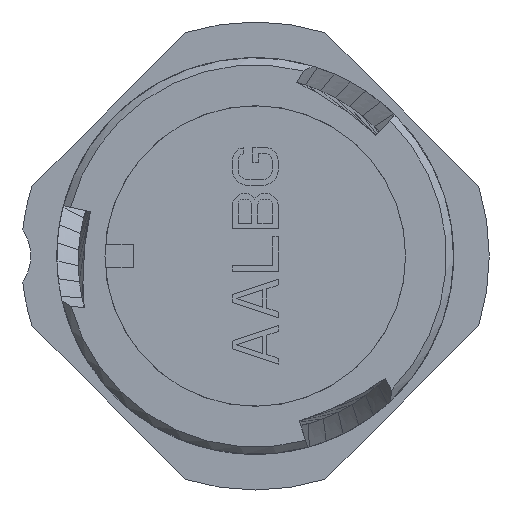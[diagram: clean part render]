
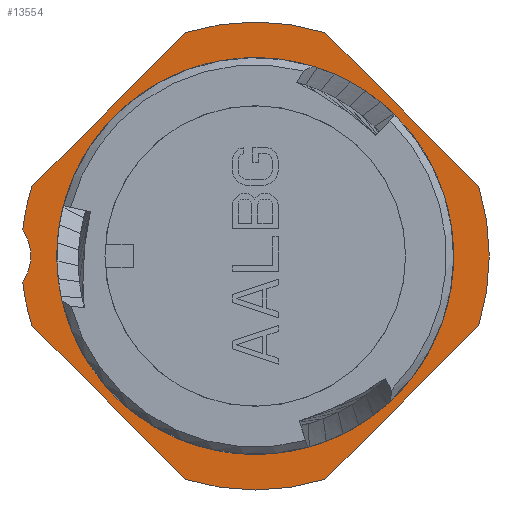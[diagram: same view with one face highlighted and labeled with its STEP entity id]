
A CAD part, left-side view. The second image highlights one B-rep face of the part: STEP entity #13554.
In plain terms, the highlighted planar face has unit normal (-1, 0, 0).
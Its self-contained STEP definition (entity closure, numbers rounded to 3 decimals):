
#2262=DIRECTION('',(0.,-0.707,0.707));
#2263=VECTOR('',#2262,15.011);
#2264=CARTESIAN_POINT('',(-6.81,15.419,4.804));
#2265=LINE('2124',#2264,#2263);
#2266=CARTESIAN_POINT('',(-6.81,0.,0.));
#2267=DIRECTION('',(-1.,0.,0.));
#2268=DIRECTION('',(0.,-0.297,0.955));
#2269=AXIS2_PLACEMENT_3D('',#2266,#2267,#2268);
#2271=DIRECTION('',(0.,-0.707,-0.707));
#2272=VECTOR('',#2271,15.011);
#2273=CARTESIAN_POINT('',(-6.81,-4.804,15.419));
#2274=LINE('2126',#2273,#2272);
#2275=CARTESIAN_POINT('',(-6.81,0.,0.));
#2276=DIRECTION('',(-1.,0.,0.));
#2277=DIRECTION('',(0.,-0.955,-0.297));
#2278=AXIS2_PLACEMENT_3D('',#2275,#2276,#2277);
#2280=DIRECTION('',(0.,0.707,-0.707));
#2281=VECTOR('',#2280,15.011);
#2282=CARTESIAN_POINT('',(-6.81,-15.419,-4.804));
#2283=LINE('2128',#2282,#2281);
#2284=CARTESIAN_POINT('',(-6.81,0.,0.));
#2285=DIRECTION('',(-1.,0.,0.));
#2286=DIRECTION('',(0.,0.297,-0.955));
#2287=AXIS2_PLACEMENT_3D('',#2284,#2285,#2286);
#2289=DIRECTION('',(0.,0.707,0.707));
#2290=VECTOR('',#2289,15.011);
#2291=CARTESIAN_POINT('',(-6.81,4.804,-15.419));
#2292=LINE('2130',#2291,#2290);
#2293=CARTESIAN_POINT('',(-6.81,0.,0.));
#2294=DIRECTION('',(-1.,0.,0.));
#2295=DIRECTION('',(0.,0.994,-0.111));
#2296=AXIS2_PLACEMENT_3D('',#2293,#2294,#2295);
#2298=CARTESIAN_POINT('',(-6.81,18.675,0.));
#2299=DIRECTION('',(-1.,0.,0.));
#2300=DIRECTION('',(0.,-0.825,-0.564));
#2301=AXIS2_PLACEMENT_3D('',#2298,#2299,#2300);
#2303=CARTESIAN_POINT('',(-6.81,0.,0.));
#2304=DIRECTION('',(-1.,0.,0.));
#2305=DIRECTION('',(0.,0.955,0.297));
#2306=AXIS2_PLACEMENT_3D('',#2303,#2304,#2305);
#2375=CARTESIAN_POINT('',(-6.81,0.,0.));
#2376=DIRECTION('',(-1.,0.,0.));
#2377=DIRECTION('',(0.,1.,0.));
#2378=AXIS2_PLACEMENT_3D('',#2375,#2376,#2377);
#3503=CARTESIAN_POINT('',(-6.81,0.,0.));
#3504=DIRECTION('',(1.,0.,0.));
#3505=DIRECTION('',(0.,1.,0.));
#3506=AXIS2_PLACEMENT_3D('',#3503,#3504,#3505);
#9912=CARTESIAN_POINT('',(-6.81,13.69,0.));
#9913=CARTESIAN_POINT('',(-6.81,-13.69,0.));
#9914=VERTEX_POINT('',#9912);
#9915=VERTEX_POINT('',#9913);
#10429=CARTESIAN_POINT('',(-6.81,15.419,4.804));
#10430=CARTESIAN_POINT('',(-6.81,4.804,15.419));
#10431=VERTEX_POINT('',#10429);
#10432=VERTEX_POINT('',#10430);
#10433=CARTESIAN_POINT('',(-6.81,-4.804,15.419));
#10434=VERTEX_POINT('',#10433);
#10435=CARTESIAN_POINT('',(-6.81,-15.419,4.804));
#10436=VERTEX_POINT('',#10435);
#10437=CARTESIAN_POINT('',(-6.81,-15.419,-4.804));
#10438=VERTEX_POINT('',#10437);
#10439=CARTESIAN_POINT('',(-6.81,-4.804,-15.419));
#10440=VERTEX_POINT('',#10439);
#10441=CARTESIAN_POINT('',(-6.81,4.804,-15.419));
#10442=VERTEX_POINT('',#10441);
#10443=CARTESIAN_POINT('',(-6.81,15.419,-4.804));
#10444=VERTEX_POINT('',#10443);
#10445=CARTESIAN_POINT('',(-6.81,16.05,1.795));
#10446=VERTEX_POINT('',#10445);
#10447=CARTESIAN_POINT('',(-6.81,16.05,-1.795));
#10448=VERTEX_POINT('',#10447);
#13531=CARTESIAN_POINT('',(-6.81,0.,0.));
#13532=DIRECTION('',(1.,0.,0.));
#13533=DIRECTION('',(0.,-1.,0.));
#13534=AXIS2_PLACEMENT_3D('',#13531,#13532,#13533);
#13535=PLANE('456',#13534);
#13536=ORIENTED_EDGE('2124',*,*,#13329,.T.);
#13537=ORIENTED_EDGE('2125',*,*,#13351,.F.);
#13538=ORIENTED_EDGE('2126',*,*,#13372,.T.);
#13539=ORIENTED_EDGE('2127',*,*,#13393,.F.);
#13540=ORIENTED_EDGE('2128',*,*,#13414,.T.);
#13541=ORIENTED_EDGE('2129',*,*,#13435,.F.);
#13542=ORIENTED_EDGE('2130',*,*,#13456,.T.);
#13543=ORIENTED_EDGE('2132',*,*,#13477,.F.);
#13544=ORIENTED_EDGE('2136',*,*,#13499,.T.);
#13545=ORIENTED_EDGE('2131',*,*,#13518,.F.);
#13546=EDGE_LOOP('456',(#13536,#13537,#13538,#13539,#13540,#13541,#13542,#13543,
#13544,#13545));
#13547=FACE_OUTER_BOUND('456',#13546,.F.);
#13549=ORIENTED_EDGE('1550',*,*,#13548,.T.);
#13551=ORIENTED_EDGE('1549',*,*,#13550,.F.);
#13552=EDGE_LOOP('456',(#13549,#13551));
#13553=FACE_BOUND('456',#13552,.F.);
#2270=CIRCLE('2125',#2269,16.15);
#2279=CIRCLE('2127',#2278,16.15);
#2288=CIRCLE('2129',#2287,16.15);
#2297=CIRCLE('2132',#2296,16.15);
#2302=CIRCLE('2136',#2301,3.18);
#2307=CIRCLE('2131',#2306,16.15);
#2379=CIRCLE('1550',#2378,13.69);
#3507=CIRCLE('1549',#3506,13.69);
#13329=EDGE_CURVE('2124',#10431,#10432,#2265,.T.);
#13351=EDGE_CURVE('2125',#10434,#10432,#2270,.T.);
#13372=EDGE_CURVE('2126',#10434,#10436,#2274,.T.);
#13393=EDGE_CURVE('2127',#10438,#10436,#2279,.T.);
#13414=EDGE_CURVE('2128',#10438,#10440,#2283,.T.);
#13435=EDGE_CURVE('2129',#10442,#10440,#2288,.T.);
#13456=EDGE_CURVE('2130',#10442,#10444,#2292,.T.);
#13477=EDGE_CURVE('2132',#10448,#10444,#2297,.T.);
#13499=EDGE_CURVE('2136',#10448,#10446,#2302,.T.);
#13518=EDGE_CURVE('2131',#10431,#10446,#2307,.T.);
#13548=EDGE_CURVE('1550',#9914,#9915,#2379,.T.);
#13550=EDGE_CURVE('1549',#9914,#9915,#3507,.T.);
#13554=ADVANCED_FACE('456',(#13547,#13553),#13535,.F.);
